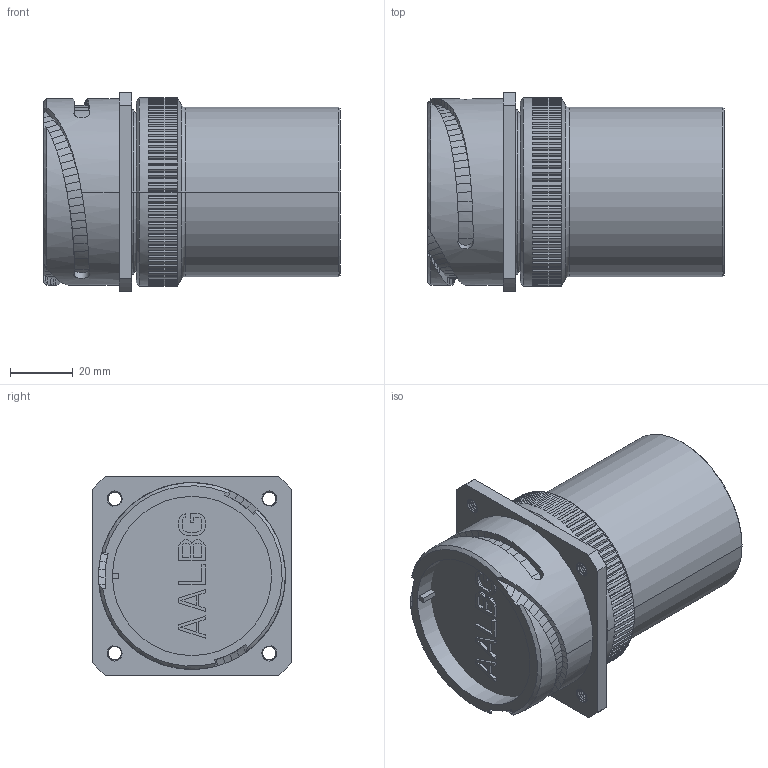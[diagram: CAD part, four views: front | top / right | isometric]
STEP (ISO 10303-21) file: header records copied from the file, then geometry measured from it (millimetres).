
FILE_DESCRIPTION((''),'2;1');
FILE_NAME('VG95234_3100PGPM-36_SW0001','2023-03-22T15:54:40',('paultorloting'),('NET AG system integration'),'CREO PARAMETRIC BY PTC INC, 2021404','CREO PARAMETRIC BY PTC INC, 2021404','');
FILE_SCHEMA(('AUTOMOTIVE_DESIGN { 1 0 10303 214 1 1 1 1 }'));
Length unit declared in the file: millimetre
Products named in the file (1): VG95234_3100PGPM-36_SW0001
Bounding box: 94.5 x 63.5 x 63.5 mm (x, y, z)
Volume: 200762.6 mm3; surface area: 41661.9 mm2
Topology: 1 solids, 2 shells, 970 faces, 2482 edges, 1542 vertices
Faces by surface type: plane 631, bspline 230, cylinder 84, cone 19, torus 6
Entity records: 42563 total; most frequent: CARTESIAN_POINT 15136, ORIENTED_EDGE 4964, DIRECTION 3873, EDGE_CURVE 2482, VECTOR 1634, LINE 1634, VERTEX_POINT 1542, AXIS2_PLACEMENT_3D 1118
